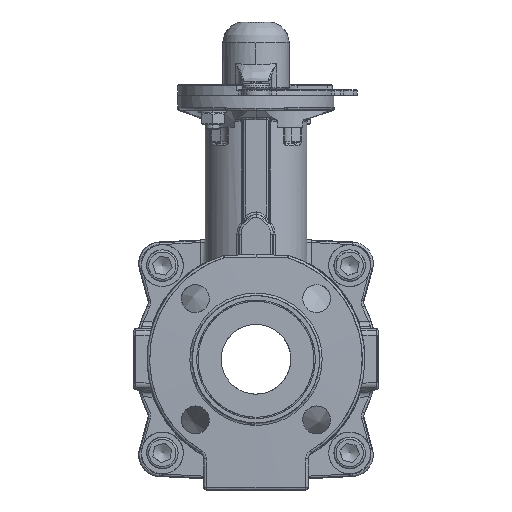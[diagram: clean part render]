
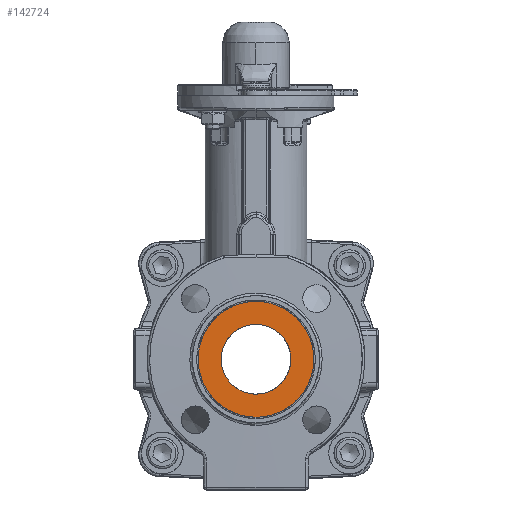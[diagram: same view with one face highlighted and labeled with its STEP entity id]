
A CAD part, left-side view. The second image highlights one B-rep face of the part: STEP entity #142724.
In plain terms, the highlighted planar face has unit normal (-1, 0, 0).
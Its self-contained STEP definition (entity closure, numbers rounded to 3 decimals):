
#142685=CARTESIAN_POINT('',(-79.6,0.,36.5));
#142686=DIRECTION('',(1.,0.,0.));
#142687=DIRECTION('',(0.,0.,-1.));
#142688=AXIS2_PLACEMENT_3D('',#142685,#142686,#142687);
#142689=PLANE('',#142688);
#142690=CARTESIAN_POINT('',(-79.6,-0.,-33.25));
#142691=VERTEX_POINT('',#142690);
#142692=CARTESIAN_POINT('',(-79.6,-0.,-33.25));
#142693=CARTESIAN_POINT('',(-79.6,33.25,-33.25));
#142694=CARTESIAN_POINT('',(-79.6,33.25,0.));
#142695=CARTESIAN_POINT('',(-79.6,33.25,33.25));
#142696=CARTESIAN_POINT('',(-79.6,0.,33.25));
#142697=CARTESIAN_POINT('',(-79.6,-33.25,33.25));
#142698=CARTESIAN_POINT('',(-79.6,-33.25,0.));
#142699=CARTESIAN_POINT('',(-79.6,-33.25,-33.25));
#142700=CARTESIAN_POINT('',(-79.6,-0.,-33.25));
#142701=(BOUNDED_CURVE()
B_SPLINE_CURVE(2,(#142692,#142693,#142694,#142695,#142696,#142697,#142698,#142699,#142700),.UNSPECIFIED.,.T.,.F.)
B_SPLINE_CURVE_WITH_KNOTS((3,2,2,2,3),(180.,270.,360.,450.,540.),.UNSPECIFIED.)
CURVE()
GEOMETRIC_REPRESENTATION_ITEM()
RATIONAL_B_SPLINE_CURVE((1.,0.707,1.,0.707,1.,0.707,1.,0.707,1.))
REPRESENTATION_ITEM(''));
#142702=EDGE_CURVE('',#142691,#142691,#142701,.T.);
#142703=ORIENTED_EDGE('',*,*,#142702,.F.);
#142704=EDGE_LOOP('',(#142703));
#142705=FACE_BOUND('',#142704,.T.);
#142706=CARTESIAN_POINT('',(-79.6,17.441,9.778));
#142707=VERTEX_POINT('',#142706);
#142708=CARTESIAN_POINT('',(-79.6,17.441,9.778));
#142709=CARTESIAN_POINT('',(-79.6,19.995,5.223));
#142710=CARTESIAN_POINT('',(-79.6,19.995,0.));
#142711=CARTESIAN_POINT('',(-79.6,19.995,-19.995));
#142712=CARTESIAN_POINT('',(-79.6,0.,-19.995));
#142713=CARTESIAN_POINT('',(-79.6,-19.995,-19.995));
#142714=CARTESIAN_POINT('',(-79.6,-19.995,0.));
#142715=CARTESIAN_POINT('',(-79.6,-19.995,19.995));
#142716=CARTESIAN_POINT('',(-79.6,-0.,19.995));
#142717=CARTESIAN_POINT('',(-79.6,11.713,19.995));
#142718=CARTESIAN_POINT('',(-79.6,17.441,9.778));
#142719=(BOUNDED_CURVE()
B_SPLINE_CURVE(2,(#142708,#142709,#142710,#142711,#142712,#142713,#142714,#142715,#142716,#142717,#142718),.UNSPECIFIED.,.T.,.F.)
B_SPLINE_CURVE_WITH_KNOTS((3,2,2,2,2,3),(300.,330.,420.,510.,600.,660.),.UNSPECIFIED.)
CURVE()
GEOMETRIC_REPRESENTATION_ITEM()
RATIONAL_B_SPLINE_CURVE((0.87,0.902,1.,0.707,1.,0.707,1.,0.707,1.,0.805,0.87))
REPRESENTATION_ITEM(''));
#142720=EDGE_CURVE('',#142707,#142707,#142719,.T.);
#142721=ORIENTED_EDGE('',*,*,#142720,.F.);
#142722=EDGE_LOOP('',(#142721));
#142723=FACE_BOUND('',#142722,.T.);
#142724=ADVANCED_FACE('',(#142705,#142723),#142689,.F.);
